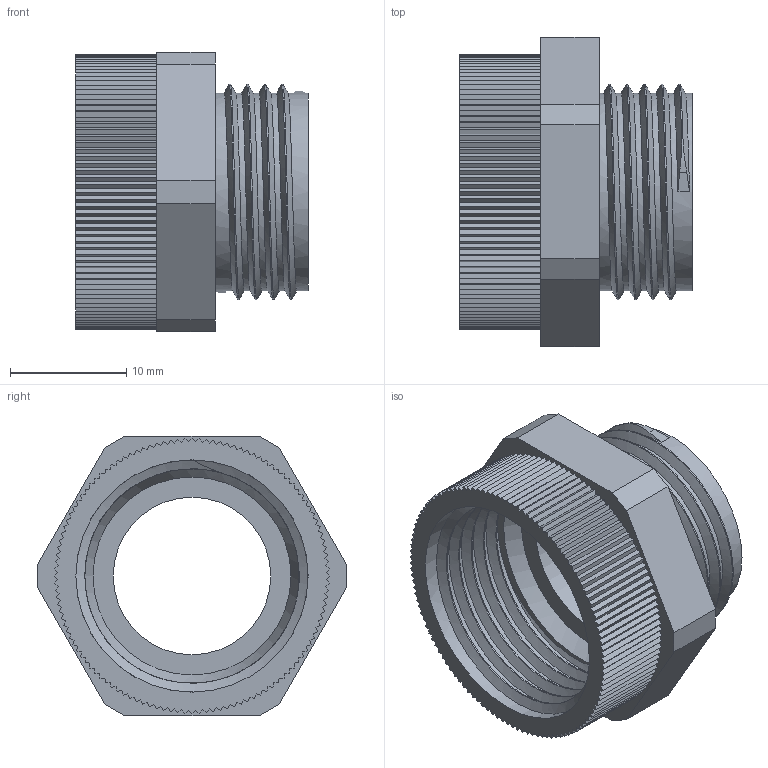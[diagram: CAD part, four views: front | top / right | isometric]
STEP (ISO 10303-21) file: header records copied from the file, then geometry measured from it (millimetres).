
FILE_DESCRIPTION(/* description */ ('Adapter Sechskant PG 11/M20x1,5'),/* implementation_level */ '2;1');
FILE_NAME(/* name */ '11071120-RST.stp',/* time_stamp */ '2020-05-07T13:55:26+02:00',/* author */ ('sl'),/* organization */ (''),/* preprocessor_version */ 'ST-DEVELOPER v16.5',/* originating_system */ 'Autodesk Inventor 2017',/* authorisation */ '');
FILE_SCHEMA (('AUTOMOTIVE_DESIGN { 1 0 10303 214 3 1 1 }'));
Length unit declared in the file: millimetre
Products named in the file (1): 11071120
Bounding box: 20 x 26.54 x 24 mm (x, y, z)
Volume: 3027.1 mm3; surface area: 3744.4 mm2
Topology: 1 solids, 1 shells, 284 faces, 833 edges, 554 vertices
Faces by surface type: plane 261, cylinder 18, bspline 4, cone 1
Full cylindrical faces by diameter (mm): 13.53 x1, 16.998 x5, 19.942 x5
Entity records: 10809 total; most frequent: CARTESIAN_POINT 3576, ORIENTED_EDGE 1592, DIRECTION 1325, EDGE_CURVE 796, LINE 765, VECTOR 765, VERTEX_POINT 531, EDGE_LOOP 283
